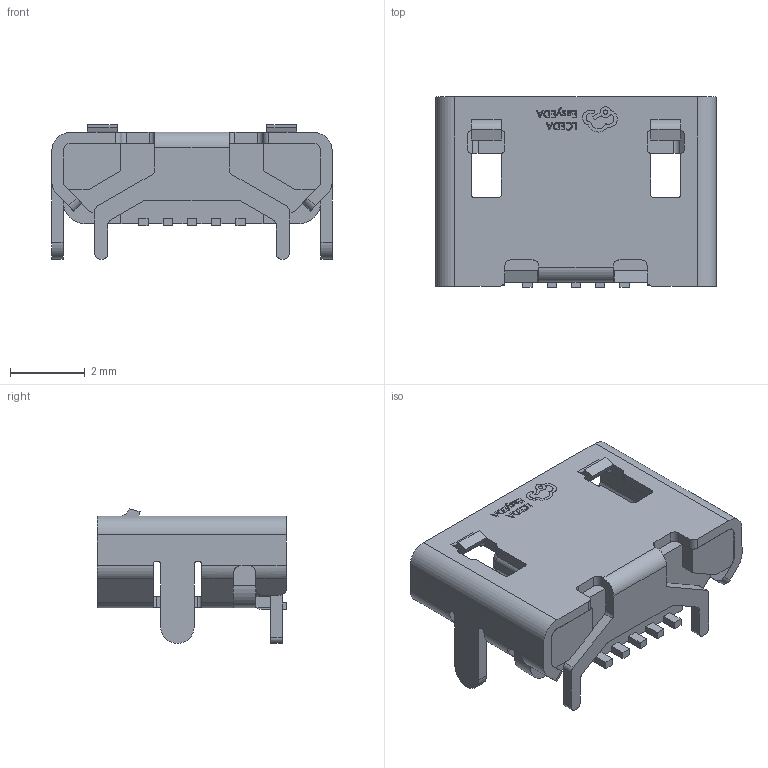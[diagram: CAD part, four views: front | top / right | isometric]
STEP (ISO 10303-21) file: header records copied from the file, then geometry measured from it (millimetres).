
FILE_DESCRIPTION (( 'STEP AP214' ), '1' );
FILE_NAME ('MICRO-USB-SMD_MICRO-XNJ-ZB.step', '2022-07-07T02:51:17', ( '' ), ( '' ), 'SwSTEP 2.0', 'SolidWorks 2020', '' );
FILE_SCHEMA (( 'AUTOMOTIVE_DESIGN' ));
Length unit declared in the file: millimetre
Products named in the file (1): MICRO-USB-SMD_MICRO-XNJ-ZB
Bounding box: 7.5 x 5.08 x 3.6 mm (x, y, z)
Volume: 51.3 mm3; surface area: 262.1 mm2
Topology: 2 solids, 2 shells, 560 faces, 1582 edges, 1044 vertices
Faces by surface type: plane 326, cylinder 118, bspline 112, sphere 4
Entity records: 24850 total; most frequent: CARTESIAN_POINT 5359, ORIENTED_EDGE 3156, DIRECTION 2464, EDGE_CURVE 1578, VECTOR 1110, LINE 1110, VERTEX_POINT 1044, AXIS2_PLACEMENT_3D 677
